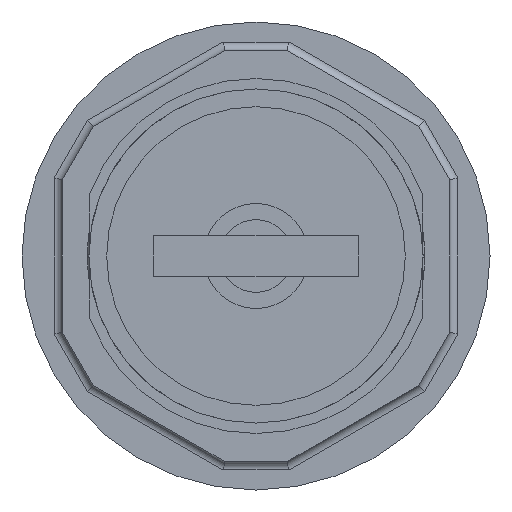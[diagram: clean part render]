
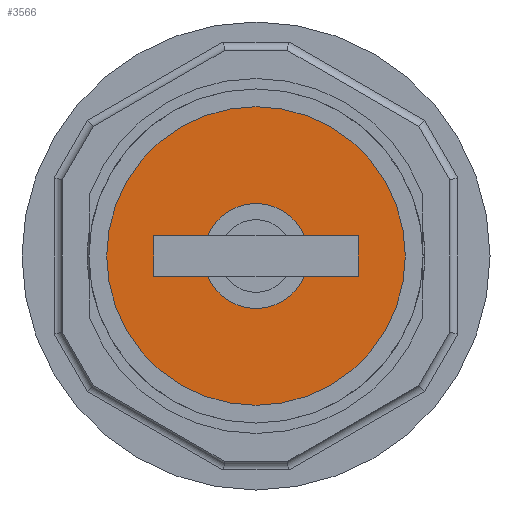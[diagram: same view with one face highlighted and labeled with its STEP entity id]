
A CAD part, front view. The second image highlights one B-rep face of the part: STEP entity #3566.
In plain terms, the highlighted planar face has unit normal (0, -1, 0).
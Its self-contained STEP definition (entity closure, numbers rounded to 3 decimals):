
#866=FACE_BOUND($,#1283,.T.);
#867=FACE_BOUND($,#1284,.T.);
#1283=EDGE_LOOP($,(#3174));
#1284=EDGE_LOOP($,(#3175));
#1354=CIRCLE($,#3663,9.25);
#1417=CIRCLE($,#3876,2.25);
#1532=VERTEX_POINT($,#5213);
#1732=VERTEX_POINT($,#5935);
#1892=EDGE_CURVE($,#1532,#1532,#1354,.T.);
#2218=EDGE_CURVE($,#1732,#1732,#1417,.T.);
#3174=ORIENTED_EDGE($,*,*,#2218,.T.);
#3175=ORIENTED_EDGE($,*,*,#1892,.F.);
#3376=PLANE($,#3875);
#3566=ADVANCED_FACE($,(#866,#867),#3376,.T.);
#3663=AXIS2_PLACEMENT_3D($,#5214,#4140,#4141);
#3875=AXIS2_PLACEMENT_3D($,#5934,#4809,#4810);
#3876=AXIS2_PLACEMENT_3D($,#5936,#4811,#4812);
#4140=DIRECTION('center_axis',(0.,1.,0.));
#4141=DIRECTION('ref_axis',(-1.,0.,0.));
#4809=DIRECTION('center_axis',(0.,-1.,0.));
#4810=DIRECTION('ref_axis',(-1.,0.,0.));
#4811=DIRECTION('center_axis',(0.,1.,0.));
#4812=DIRECTION('ref_axis',(1.,0.,0.));
#5213=CARTESIAN_POINT('',(-9.25,-15.,0.));
#5214=CARTESIAN_POINT('Origin',(0.,-15.,0.));
#5934=CARTESIAN_POINT('Origin',(0.,-15.,0.));
#5935=CARTESIAN_POINT('',(-2.25,-15.,0.));
#5936=CARTESIAN_POINT('Origin',(0.,-15.,0.));
